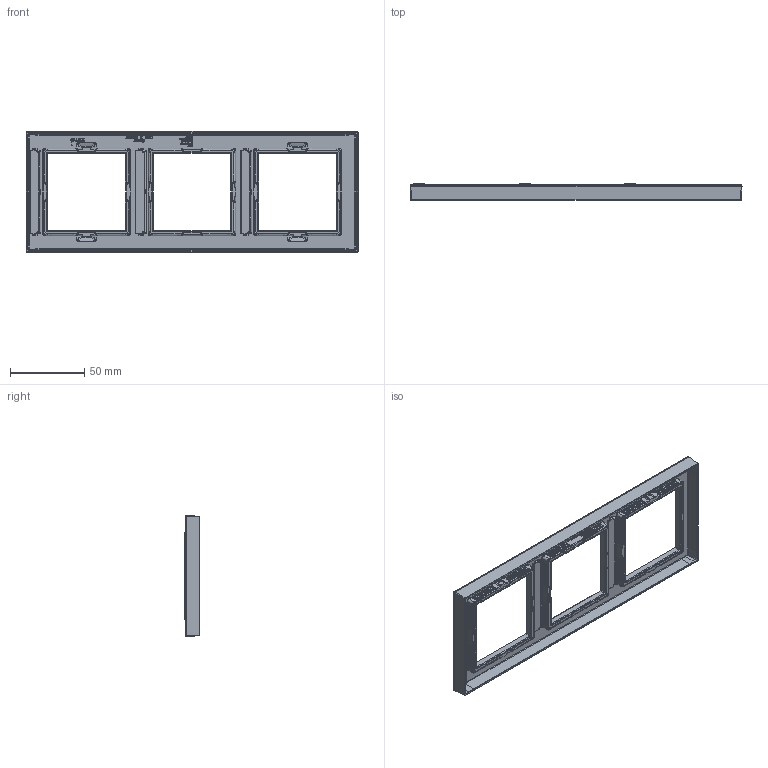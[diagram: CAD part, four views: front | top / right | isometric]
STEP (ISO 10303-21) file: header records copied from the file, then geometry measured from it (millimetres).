
FILE_DESCRIPTION((''),'2;1');
FILE_NAME('WAD6303XX_GEN_ASM','2025-11-03T08:00:35',('dembskd'),(''),'CREO PARAMETRIC BY PTC INC, 2025010','CREO PARAMETRIC BY PTC INC, 2025010','');
FILE_SCHEMA(('CONFIG_CONTROL_DESIGN','SHAPE_APPEARANCE_LAYERS_GROUPS'));
Products named in the file (7): W4GXXXX; W3A0396_GEN; W2A0572_00_ASM; W1A2343_GEN; W1Z0186_00; W2A2343_99_ASM; WAD6303XX_GEN_ASM
Assembly tree (8 placements, depth 3):
  WAD6303XX_GEN_ASM
    W4GXXXX
    W2A0572_00_ASM
      W3A0396_GEN
    W2A2343_99_ASM  x3
      W1A2343_GEN
      W1Z0186_00
Bounding box: 223.5 x 10.7 x 81.5 mm (x, y, z)
Volume: 30525.7 mm3; surface area: 45200.7 mm2
Topology: 7 solids, 7 shells, 3619 faces, 9479 edges, 6042 vertices
Faces by surface type: plane 1549, extrusion 798, cylinder 662, bspline 390, sphere 132, torus 48, cone 28, revolution 12
Entity records: 177843 total; most frequent: CARTESIAN_POINT 52987, ORIENTED_EDGE 17126, DIRECTION 12537, PRESENTATION_STYLE_ASSIGNMENT 12372, STYLED_ITEM 9379, CURVE_STYLE 9373, EDGE_CURVE 8563, VECTOR 5943
